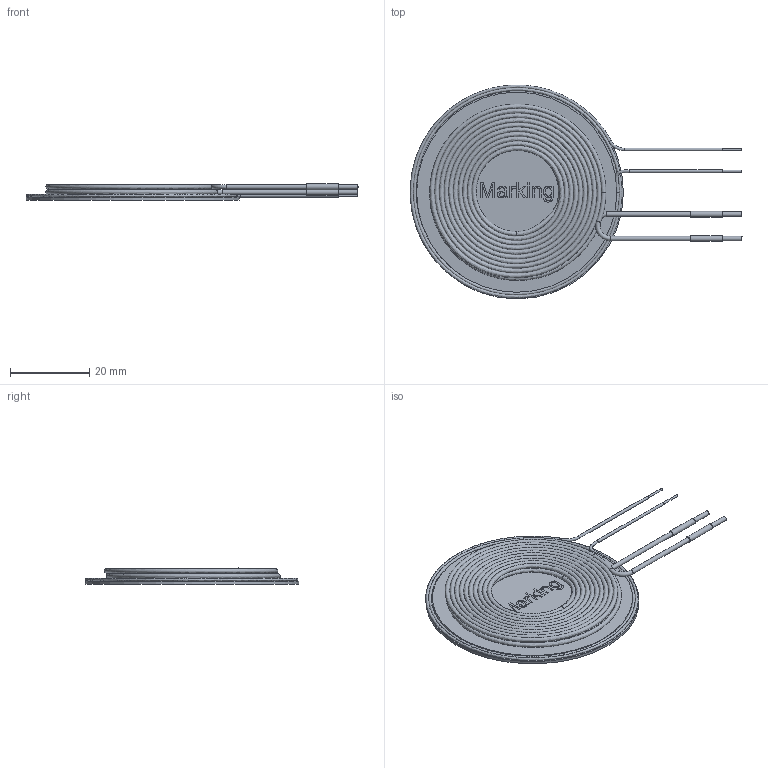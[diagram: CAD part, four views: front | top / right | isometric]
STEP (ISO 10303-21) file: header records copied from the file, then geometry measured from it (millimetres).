
FILE_DESCRIPTION(/* description */ ('Unknown'),/* implementation_level */ '2;1');
FILE_NAME(/* name */ '760308101312',/* time_stamp */ '2019-09-02T17:53:38+08:00',/* author */ ('Unknown'),/* organization */ ('Unknown'),/* preprocessor_version */ 'ST-DEVELOPER v16.7',/* originating_system */ 'DEX',/* authorisation */ $);
FILE_SCHEMA (('AUTOMOTIVE_DESIGN {1 0 10303 214 3 1 1}'));
Length unit declared in the file: millimetre
Products named in the file (4): 760308101312; shield; Wire; NFC Wire
Assembly tree (3 placements, depth 2):
  760308101312
    shield
    Wire
    NFC Wire
Bounding box: 84 x 54.1 x 4.05 mm (x, y, z)
Volume: 5262.3 mm3; surface area: 12996.6 mm2
Topology: 3 solids, 3 shells, 106 faces, 249 edges, 165 vertices
Faces by surface type: plane 69, bspline 21, cylinder 12, torus 4
Full cylindrical faces by diameter (mm): 0.5 x2, 0.7 x2, 1.15 x4, 1.45 x2, 50.65 x1, 54 x1
Entity records: 11837 total; most frequent: CARTESIAN_POINT 8993, ORIENTED_EDGE 438, DIRECTION 301, EDGE_CURVE 219, VERTEX_POINT 157, EDGE_LOOP 148, FACE_BOUND 148, B_SPLINE_CURVE_WITH_KNOTS 127
